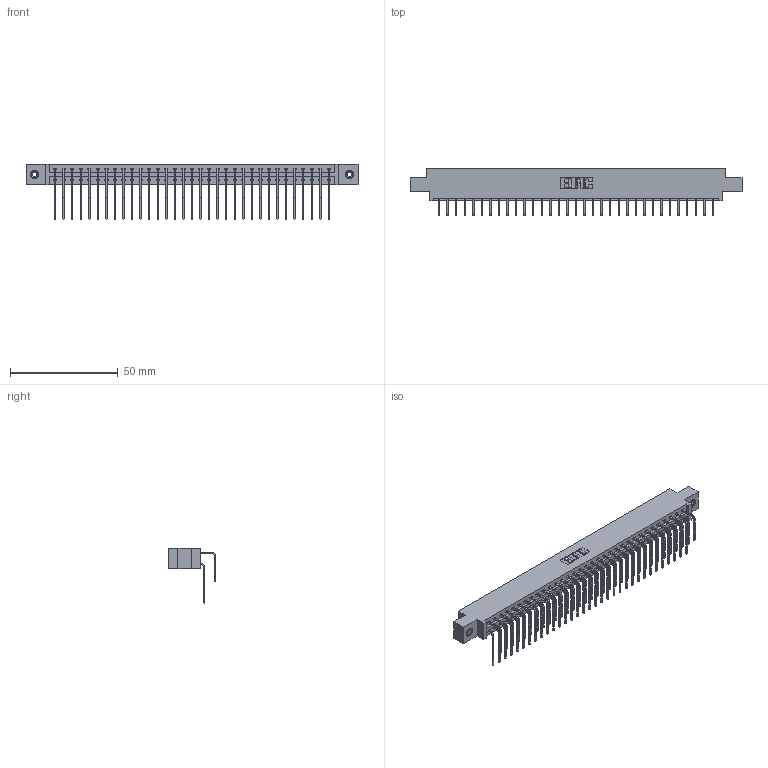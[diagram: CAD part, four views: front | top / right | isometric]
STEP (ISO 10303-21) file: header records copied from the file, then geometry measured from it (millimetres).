
FILE_DESCRIPTION (( 'STEP AP203' ), '1' );
FILE_NAME ('337-066-558-808.STEP', '2018-08-11T08:44:48', ( '' ), ( '' ), 'SwSTEP 2.0', 'SolidWorks 2016', '' );
FILE_SCHEMA (( 'CONFIG_CONTROL_DESIGN' ));
Length unit declared in the file: inch
Products named in the file (5): 337-066-558-808; 345-292-001_558 559 Tail - 1; 345-292-001_558 Tail - 2; 345-250-001_345-250-003-102; 337 Part_0.170 Offset - 0.156 Dia-TI
Assembly tree (69 placements, depth 2):
  337-066-558-808
    337 Part_0.170 Offset - 0.156 Dia-TI
    345-292-001_558 559 Tail - 1  x33
    345-292-001_558 Tail - 2  x33
    345-250-001_345-250-003-102  x2
Bounding box: 153.77 x 22.17 x 25.53 mm (x, y, z)
Volume: 16342.6 mm3; surface area: 20431.4 mm2
Topology: 69 solids, 69 shells, 3874 faces, 11481 edges, 7558 vertices
Faces by surface type: plane 2746, cylinder 1112, cone 12, torus 4
Entity records: 29852 total; most frequent: CARTESIAN_POINT 5064, ORIENTED_EDGE 4942, DIRECTION 4337, EDGE_CURVE 2471, VECTOR 2283, LINE 2283, VERTEX_POINT 1640, AXIS2_PLACEMENT_3D 1027
